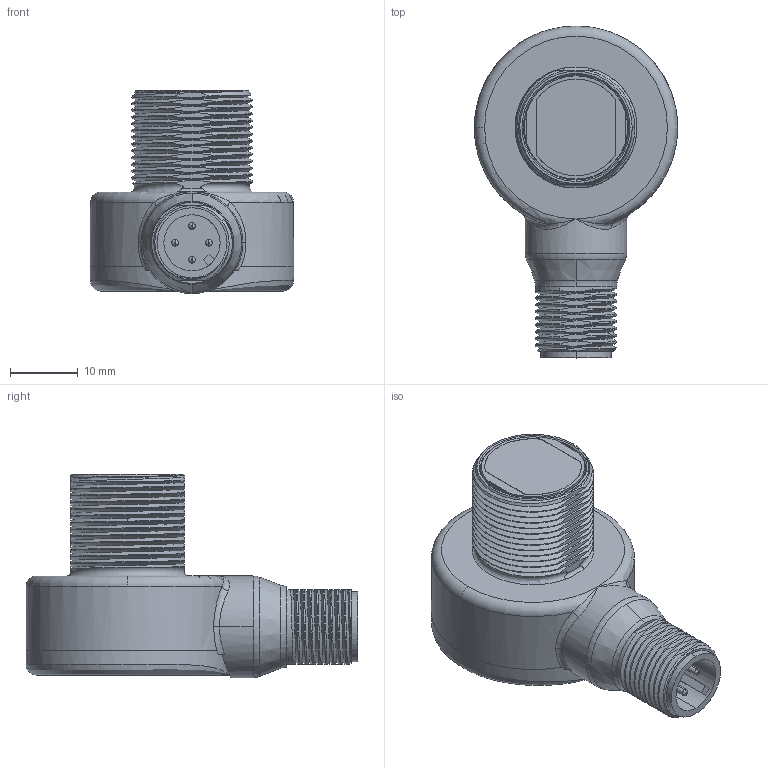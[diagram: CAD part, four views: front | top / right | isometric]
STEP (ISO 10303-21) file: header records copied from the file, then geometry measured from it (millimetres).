
FILE_DESCRIPTION((''),'2;1');
FILE_NAME('152788_SW','2010-11-16T',('banengservice'),('BANNER ENGINEERING'),'PRO/ENGINEER BY PARAMETRIC TECHNOLOGY CORPORATION, 2009141','PRO/ENGINEER BY PARAMETRIC TECHNOLOGY CORPORATION, 2009141','');
FILE_SCHEMA(('CONFIG_CONTROL_DESIGN'));
Length unit declared in the file: inch
Products named in the file (1): 152788_SW
Bounding box: 30.02 x 49.01 x 30 mm (x, y, z)
Volume: 7605.5 mm3; surface area: 12244.4 mm2
Topology: 3 solids, 3 shells, 528 faces, 1332 edges, 850 vertices
Faces by surface type: plane 229, cylinder 191, bspline 45, cone 29, torus 24, sphere 10
Entity records: 30478 total; most frequent: CARTESIAN_POINT 18217, ORIENTED_EDGE 2652, DIRECTION 2374, EDGE_CURVE 1326, AXIS2_PLACEMENT_3D 888, VERTEX_POINT 850, VECTOR 598, LINE 598
